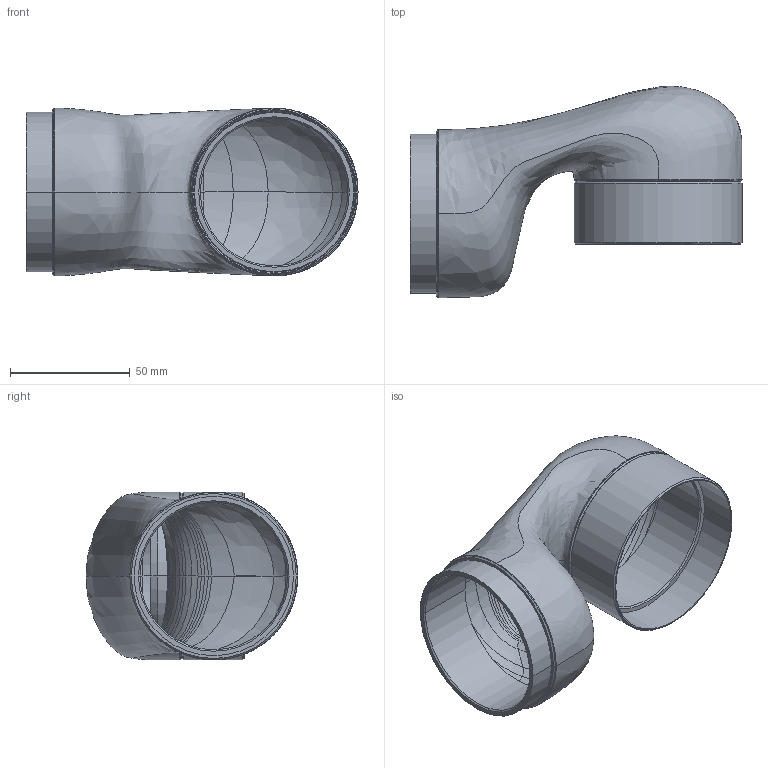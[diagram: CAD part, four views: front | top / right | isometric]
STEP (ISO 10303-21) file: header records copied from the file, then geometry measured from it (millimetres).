
FILE_DESCRIPTION (( 'STEP AP203' ), '1' );
FILE_NAME ('GEN3 SIMPLIFIED WRIST 1.step_Predeterminado_sldprt.STEP', '2023-06-27T08:52:40', ( '' ), ( '' ), 'SwSTEP 2.0', 'SolidWorks 2022', '' );
FILE_SCHEMA (( 'CONFIG_CONTROL_DESIGN' ));
Length unit declared in the file: millimetre
Products named in the file (1): GEN3 SIMPLIFIED WRIST 1.step_Predeterminado_sldprt
Bounding box: 138.43 x 88.17 x 70 mm (x, y, z)
Volume: 60821.4 mm3; surface area: 74601.9 mm2
Topology: 1 solids, 2 shells, 165 faces, 335 edges, 183 vertices
Faces by surface type: bspline 106, cylinder 24, cone 20, plane 15
Entity records: 12373 total; most frequent: CARTESIAN_POINT 9589, ORIENTED_EDGE 670, EDGE_CURVE 335, DIRECTION 315, B_SPLINE_CURVE_WITH_KNOTS 208, VERTEX_POINT 183, EDGE_LOOP 178, ADVANCED_FACE 165
